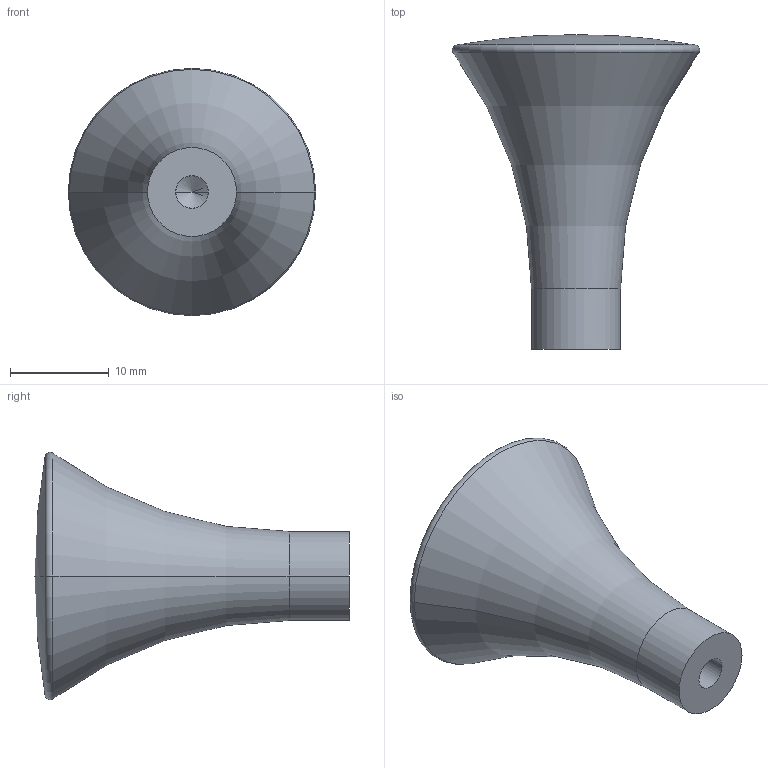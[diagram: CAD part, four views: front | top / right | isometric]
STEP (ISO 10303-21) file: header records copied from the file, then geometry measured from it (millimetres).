
FILE_DESCRIPTION(('Creo Elements/Direct Modeling STEP Export'),'2;1');
FILE_NAME('2353-25.stp','2024-09-12T10:08:33',(''),(''),'Creo Elements/Direct Modeling STEP processor for AP214 (Solid Model)','Creo Elements/Direct Modeling 20.0 12-Nov-2016 (C) Parametric Technology GmbH','');
FILE_SCHEMA(('AUTOMOTIVE_DESIGN { 1 0 10303 214 1 1 1 1 }'));
Length unit declared in the file: millimetre
Products named in the file (1): ZN-9619
Bounding box: 25 x 31.8 x 25 mm (x, y, z)
Volume: 5022.3 mm3; surface area: 2034.4 mm2
Topology: 1 solids, 1 shells, 16 faces, 34 edges, 18 vertices
Faces by surface type: cylinder 6, torus 4, plane 2, sphere 2, cone 2
Entity records: 401 total; most frequent: DIRECTION 68, ORIENTED_EDGE 60, CARTESIAN_POINT 56, AXIS2_PLACEMENT_3D 30, EDGE_CURVE 30, VERTEX_POINT 18, EDGE_LOOP 18, FACE_OUTER_BOUND 16
